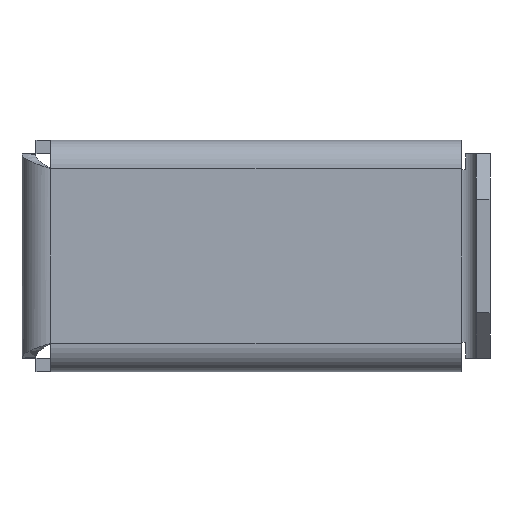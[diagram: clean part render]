
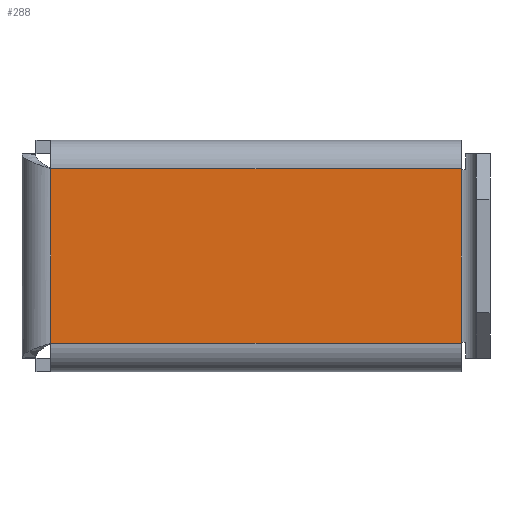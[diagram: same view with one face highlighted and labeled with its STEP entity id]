
A CAD part, front view. The second image highlights one B-rep face of the part: STEP entity #288.
In plain terms, the highlighted planar face has unit normal (0, -1, 0).
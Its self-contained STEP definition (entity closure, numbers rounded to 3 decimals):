
#34 = VERTEX_POINT ( 'NONE', #1270 ) ;
#35 = EDGE_CURVE ( 'NONE', #821, #348, #541, .T. ) ;
#67 = VECTOR ( 'NONE', #277, 1000. ) ;
#77 = ORIENTED_EDGE ( 'NONE', *, *, #576, .T. ) ;
#103 = CARTESIAN_POINT ( 'NONE',  ( 3.3, -3., -19.2 ) ) ;
#142 = DIRECTION ( 'NONE',  ( 0., 0., 1. ) ) ;
#144 = FACE_OUTER_BOUND ( 'NONE', #637, .T. ) ;
#145 = ORIENTED_EDGE ( 'NONE', *, *, #1017, .T. ) ;
#170 = LINE ( 'NONE', #665, #1471 ) ;
#171 = LINE ( 'NONE', #284, #416 ) ;
#180 = DIRECTION ( 'NONE',  ( 1., 0., 0. ) ) ;
#241 = CARTESIAN_POINT ( 'NONE',  ( 93.7, -3., 22.5 ) ) ;
#265 = DIRECTION ( 'NONE',  ( 0., 0., -1. ) ) ;
#277 = DIRECTION ( 'NONE',  ( 0., 0., -1. ) ) ;
#284 = CARTESIAN_POINT ( 'NONE',  ( 93.7, -3., 22.5 ) ) ;
#288 = ADVANCED_FACE ( 'NONE', ( #144 ), #1490, .F. ) ;
#308 = AXIS2_PLACEMENT_3D ( 'NONE', #1554, #702, #802 ) ;
#348 = VERTEX_POINT ( 'NONE', #103 ) ;
#370 = CARTESIAN_POINT ( 'NONE',  ( 93.7, -3., 19.2 ) ) ;
#383 = CARTESIAN_POINT ( 'NONE',  ( 3.3, -3., 22.5 ) ) ;
#416 = VECTOR ( 'NONE', #1001, 1000. ) ;
#433 = VECTOR ( 'NONE', #722, 1000. ) ;
#455 = CARTESIAN_POINT ( 'NONE',  ( 3.3, -3., 19.2 ) ) ;
#532 = LINE ( 'NONE', #642, #948 ) ;
#541 = LINE ( 'NONE', #383, #67 ) ;
#543 = VERTEX_POINT ( 'NONE', #1452 ) ;
#576 = EDGE_CURVE ( 'NONE', #1338, #821, #741, .T. ) ;
#637 = EDGE_LOOP ( 'NONE', ( #1359, #145, #685, #730, #77, #1443 ) ) ;
#642 = CARTESIAN_POINT ( 'NONE',  ( 93.7, -3., 22.5 ) ) ;
#665 = CARTESIAN_POINT ( 'NONE',  ( 3.3, -3., -19.2 ) ) ;
#685 = ORIENTED_EDGE ( 'NONE', *, *, #1295, .F. ) ;
#702 = DIRECTION ( 'NONE',  ( 0., 1., 0. ) ) ;
#722 = DIRECTION ( 'NONE',  ( -1., 0., 0. ) ) ;
#730 = ORIENTED_EDGE ( 'NONE', *, *, #1025, .F. ) ;
#741 = LINE ( 'NONE', #989, #433 ) ;
#802 = DIRECTION ( 'NONE',  ( 0., 0., 1. ) ) ;
#821 = VERTEX_POINT ( 'NONE', #455 ) ;
#948 = VECTOR ( 'NONE', #142, 1000. ) ;
#985 = LINE ( 'NONE', #241, #1155 ) ;
#989 = CARTESIAN_POINT ( 'NONE',  ( 93.7, -3., 19.2 ) ) ;
#1001 = DIRECTION ( 'NONE',  ( 0., 0., -1. ) ) ;
#1017 = EDGE_CURVE ( 'NONE', #543, #34, #532, .T. ) ;
#1025 = EDGE_CURVE ( 'NONE', #1338, #1180, #171, .T. ) ;
#1155 = VECTOR ( 'NONE', #265, 1000. ) ;
#1180 = VERTEX_POINT ( 'NONE', #1191 ) ;
#1191 = CARTESIAN_POINT ( 'NONE',  ( 93.7, -3., 19. ) ) ;
#1270 = CARTESIAN_POINT ( 'NONE',  ( 93.7, -3., -19. ) ) ;
#1295 = EDGE_CURVE ( 'NONE', #1180, #34, #985, .T. ) ;
#1338 = VERTEX_POINT ( 'NONE', #370 ) ;
#1359 = ORIENTED_EDGE ( 'NONE', *, *, #1362, .T. ) ;
#1362 = EDGE_CURVE ( 'NONE', #348, #543, #170, .T. ) ;
#1443 = ORIENTED_EDGE ( 'NONE', *, *, #35, .T. ) ;
#1452 = CARTESIAN_POINT ( 'NONE',  ( 93.7, -3., -19.2 ) ) ;
#1471 = VECTOR ( 'NONE', #180, 1000. ) ;
#1490 = PLANE ( 'NONE',  #308 ) ;
#1554 = CARTESIAN_POINT ( 'NONE',  ( 0., -3., 22.5 ) ) ;
